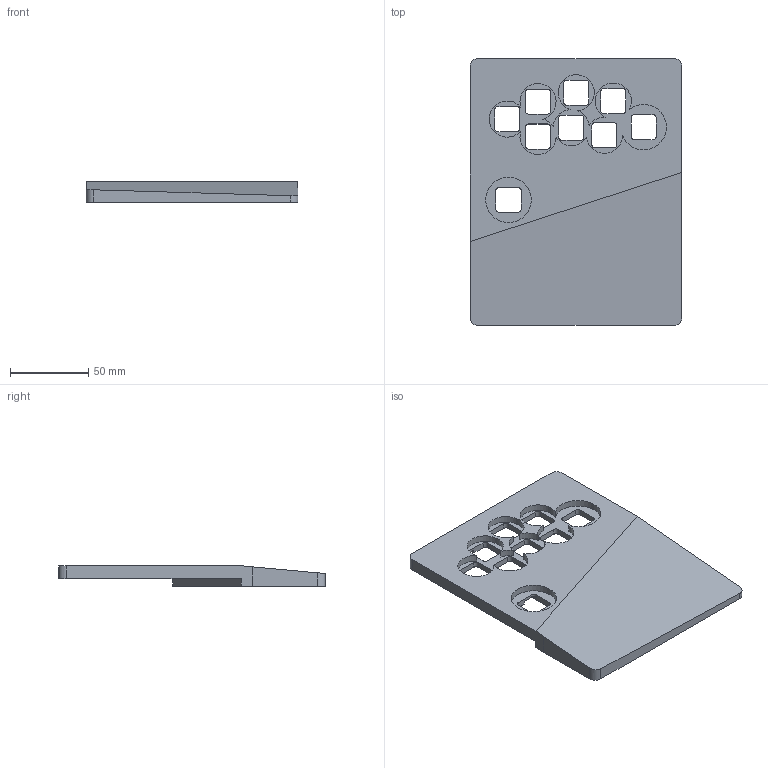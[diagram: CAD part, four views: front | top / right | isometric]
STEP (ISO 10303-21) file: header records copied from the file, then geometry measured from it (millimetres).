
FILE_DESCRIPTION(/* description */ (''),/* implementation_level */ '2;1');
FILE_NAME(/* name */ 'b35bac34-dee7-4828-8abf-325a30693acb.stp',/* time_stamp */ '2024-05-30T04:49:20Z',/* author */ (''),/* organization */ (''),/* preprocessor_version */ 'ST-DEVELOPER v20',/* originating_system */ 'Autodesk Translation Framework v13.14.0.145',/* authorisation */ '');
FILE_SCHEMA (('AUTOMOTIVE_DESIGN { 1 0 10303 214 3 1 1 }'));
Length unit declared in the file: millimetre
Products named in the file (1): RT
Bounding box: 135 x 170 x 13 mm (x, y, z)
Volume: 164825.6 mm3; surface area: 52053.4 mm2
Topology: 1 solids, 1 shells, 151 faces, 421 edges, 278 vertices
Faces by surface type: plane 92, cylinder 59
Full cylindrical faces by diameter (mm): 3 x5, 29 x1
Entity records: 4907 total; most frequent: CARTESIAN_POINT 851, DIRECTION 843, ORIENTED_EDGE 842, EDGE_CURVE 421, LINE 303, VECTOR 303, VERTEX_POINT 278, AXIS2_PLACEMENT_3D 270
